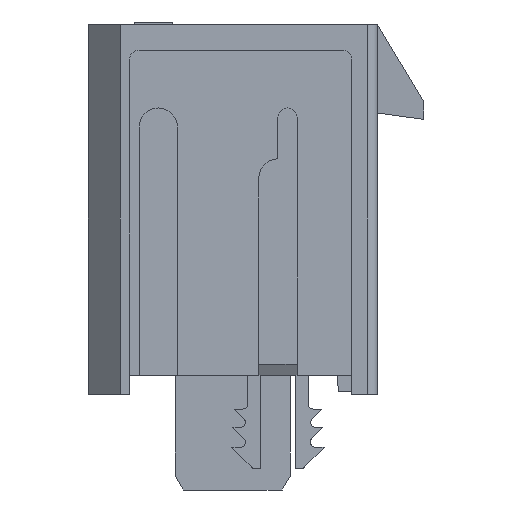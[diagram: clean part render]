
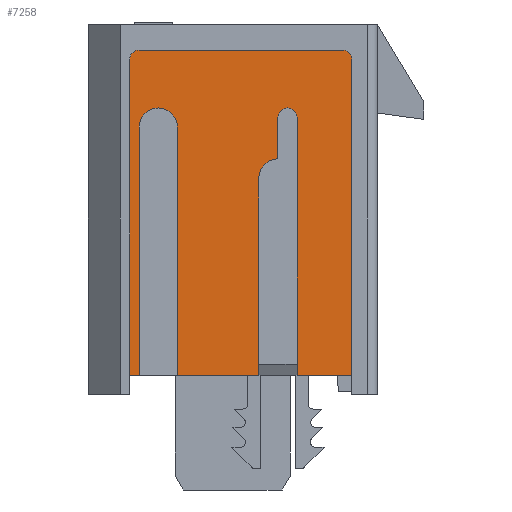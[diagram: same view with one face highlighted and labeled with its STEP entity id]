
A CAD part, left-side view. The second image highlights one B-rep face of the part: STEP entity #7258.
In plain terms, the highlighted planar face has unit normal (-1, 0, 0).
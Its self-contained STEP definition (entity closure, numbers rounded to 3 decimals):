
#29=DIRECTION('',(0.,1.,0.));
#30=VECTOR('',#29,2.184);
#31=CARTESIAN_POINT('',(38.608,15.793,-8.834));
#32=LINE('',#31,#30);
#145=DIRECTION('',(0.,1.,0.));
#146=VECTOR('',#145,0.381);
#147=CARTESIAN_POINT('',(38.608,24.277,-8.834));
#148=LINE('',#147,#146);
#153=DIRECTION('',(0.,1.,0.));
#154=VECTOR('',#153,3.251);
#155=CARTESIAN_POINT('',(38.608,19.501,-8.834));
#156=LINE('',#155,#154);
#497=CARTESIAN_POINT('',(38.608,16.174,3.764));
#498=DIRECTION('',(-1.,0.,0.));
#499=DIRECTION('',(0.,-1.,0.));
#500=AXIS2_PLACEMENT_3D('',#497,#498,#499);
#502=DIRECTION('',(0.,0.,1.));
#503=VECTOR('',#502,12.598);
#504=CARTESIAN_POINT('',(38.608,15.793,-8.834));
#505=LINE('',#504,#503);
#506=DIRECTION('',(0.,0.,-1.));
#507=VECTOR('',#506,10.287);
#508=CARTESIAN_POINT('',(38.608,17.977,1.453));
#509=LINE('',#508,#507);
#510=CARTESIAN_POINT('',(38.608,18.358,1.453));
#511=DIRECTION('',(1.,0.,0.));
#512=DIRECTION('',(0.,1.,0.));
#513=AXIS2_PLACEMENT_3D('',#510,#511,#512);
#515=DIRECTION('',(0.,0.,1.));
#516=VECTOR('',#515,1.651);
#517=CARTESIAN_POINT('',(38.608,18.739,-0.198));
#518=LINE('',#517,#516);
#519=CARTESIAN_POINT('',(38.608,18.739,-0.96));
#520=DIRECTION('',(1.,0.,0.));
#521=DIRECTION('',(0.,1.,0.));
#522=AXIS2_PLACEMENT_3D('',#519,#520,#521);
#524=DIRECTION('',(0.,0.,1.));
#525=VECTOR('',#524,7.874);
#526=CARTESIAN_POINT('',(38.608,19.501,-8.834));
#527=LINE('',#526,#525);
#528=DIRECTION('',(0.,0.,-1.));
#529=VECTOR('',#528,9.906);
#530=CARTESIAN_POINT('',(38.608,22.753,1.072));
#531=LINE('',#530,#529);
#532=CARTESIAN_POINT('',(38.608,23.515,1.072));
#533=DIRECTION('',(1.,0.,0.));
#534=DIRECTION('',(0.,1.,0.));
#535=AXIS2_PLACEMENT_3D('',#532,#533,#534);
#537=DIRECTION('',(0.,0.,1.));
#538=VECTOR('',#537,9.906);
#539=CARTESIAN_POINT('',(38.608,24.277,-8.834));
#540=LINE('',#539,#538);
#541=DIRECTION('',(0.,0.,-1.));
#542=VECTOR('',#541,12.598);
#543=CARTESIAN_POINT('',(38.608,24.658,3.764));
#544=LINE('',#543,#542);
#545=CARTESIAN_POINT('',(38.608,24.277,3.764));
#546=DIRECTION('',(-1.,0.,0.));
#547=DIRECTION('',(0.,0.,1.));
#548=AXIS2_PLACEMENT_3D('',#545,#546,#547);
#550=DIRECTION('',(0.,1.,0.));
#551=VECTOR('',#550,8.103);
#552=CARTESIAN_POINT('',(38.608,16.174,4.145));
#553=LINE('',#552,#551);
#5123=CARTESIAN_POINT('',(38.608,15.793,-8.834));
#5124=CARTESIAN_POINT('',(38.608,15.793,3.764));
#5125=VERTEX_POINT('',#5123);
#5126=VERTEX_POINT('',#5124);
#5127=CARTESIAN_POINT('',(38.608,17.977,-8.834));
#5128=VERTEX_POINT('',#5127);
#5129=CARTESIAN_POINT('',(38.608,17.977,1.453));
#5130=VERTEX_POINT('',#5129);
#5131=CARTESIAN_POINT('',(38.608,18.739,1.453));
#5132=VERTEX_POINT('',#5131);
#5133=CARTESIAN_POINT('',(38.608,18.739,-0.198));
#5134=VERTEX_POINT('',#5133);
#5135=CARTESIAN_POINT('',(38.608,19.501,-0.96));
#5136=VERTEX_POINT('',#5135);
#5137=CARTESIAN_POINT('',(38.608,19.501,-8.834));
#5138=VERTEX_POINT('',#5137);
#5139=CARTESIAN_POINT('',(38.608,22.753,-8.834));
#5140=VERTEX_POINT('',#5139);
#5141=CARTESIAN_POINT('',(38.608,22.753,1.072));
#5142=VERTEX_POINT('',#5141);
#5143=CARTESIAN_POINT('',(38.608,24.277,1.072));
#5144=VERTEX_POINT('',#5143);
#5145=CARTESIAN_POINT('',(38.608,24.277,-8.834));
#5146=VERTEX_POINT('',#5145);
#5147=CARTESIAN_POINT('',(38.608,24.658,-8.834));
#5148=VERTEX_POINT('',#5147);
#5149=CARTESIAN_POINT('',(38.608,24.658,3.764));
#5150=VERTEX_POINT('',#5149);
#5151=CARTESIAN_POINT('',(38.608,24.277,4.145));
#5152=VERTEX_POINT('',#5151);
#5153=CARTESIAN_POINT('',(38.608,16.174,4.145));
#5154=VERTEX_POINT('',#5153);
#7227=CARTESIAN_POINT('',(38.608,16.591,-1.161));
#7228=DIRECTION('',(-1.,0.,0.));
#7229=DIRECTION('',(0.,-1.,0.));
#7230=AXIS2_PLACEMENT_3D('',#7227,#7228,#7229);
#7231=PLANE('',#7230);
#7233=ORIENTED_EDGE('',*,*,#7232,.F.);
#7235=ORIENTED_EDGE('',*,*,#7234,.F.);
#7236=ORIENTED_EDGE('',*,*,#6769,.T.);
#7237=ORIENTED_EDGE('',*,*,#7150,.F.);
#7238=ORIENTED_EDGE('',*,*,#7170,.F.);
#7239=ORIENTED_EDGE('',*,*,#7185,.F.);
#7240=ORIENTED_EDGE('',*,*,#7200,.F.);
#7241=ORIENTED_EDGE('',*,*,#7214,.F.);
#7242=ORIENTED_EDGE('',*,*,#6880,.T.);
#7244=ORIENTED_EDGE('',*,*,#7243,.F.);
#7246=ORIENTED_EDGE('',*,*,#7245,.F.);
#7248=ORIENTED_EDGE('',*,*,#7247,.F.);
#7249=ORIENTED_EDGE('',*,*,#6872,.T.);
#7251=ORIENTED_EDGE('',*,*,#7250,.F.);
#7253=ORIENTED_EDGE('',*,*,#7252,.F.);
#7255=ORIENTED_EDGE('',*,*,#7254,.F.);
#7256=EDGE_LOOP('',(#7233,#7235,#7236,#7237,#7238,#7239,#7240,#7241,#7242,#7244,
#7246,#7248,#7249,#7251,#7253,#7255));
#7257=FACE_OUTER_BOUND('',#7256,.F.);
#7258=ADVANCED_FACE('',(#7257),#7231,.T.);
#501=CIRCLE('',#500,0.381);
#514=CIRCLE('',#513,0.381);
#523=CIRCLE('',#522,0.762);
#536=CIRCLE('',#535,0.762);
#549=CIRCLE('',#548,0.381);
#6769=EDGE_CURVE('',#5125,#5128,#32,.T.);
#6872=EDGE_CURVE('',#5146,#5148,#148,.T.);
#6880=EDGE_CURVE('',#5138,#5140,#156,.T.);
#7150=EDGE_CURVE('',#5130,#5128,#509,.T.);
#7170=EDGE_CURVE('',#5132,#5130,#514,.T.);
#7185=EDGE_CURVE('',#5134,#5132,#518,.T.);
#7200=EDGE_CURVE('',#5136,#5134,#523,.T.);
#7214=EDGE_CURVE('',#5138,#5136,#527,.T.);
#7232=EDGE_CURVE('',#5126,#5154,#501,.T.);
#7234=EDGE_CURVE('',#5125,#5126,#505,.T.);
#7243=EDGE_CURVE('',#5142,#5140,#531,.T.);
#7245=EDGE_CURVE('',#5144,#5142,#536,.T.);
#7247=EDGE_CURVE('',#5146,#5144,#540,.T.);
#7250=EDGE_CURVE('',#5150,#5148,#544,.T.);
#7252=EDGE_CURVE('',#5152,#5150,#549,.T.);
#7254=EDGE_CURVE('',#5154,#5152,#553,.T.);
